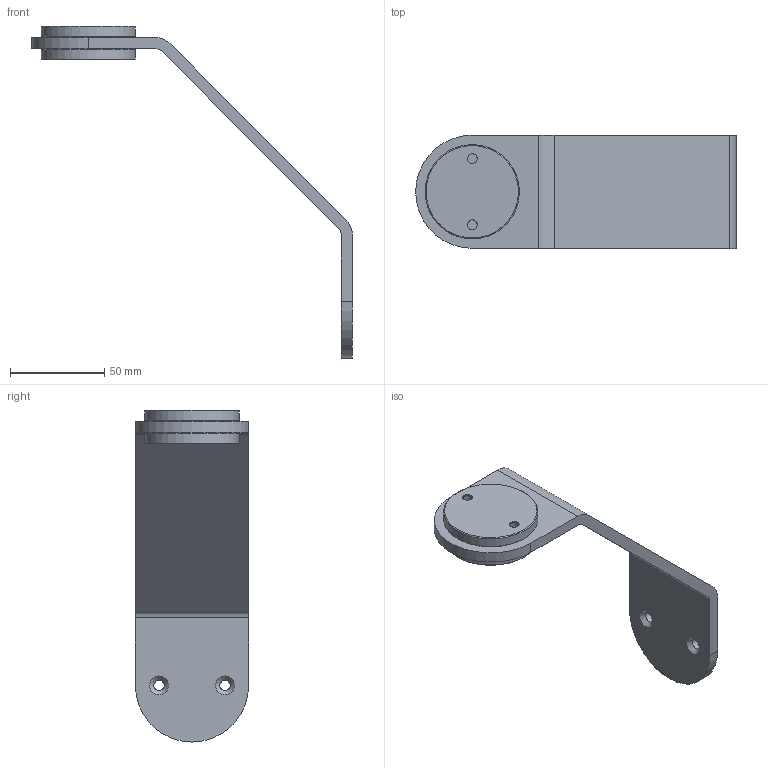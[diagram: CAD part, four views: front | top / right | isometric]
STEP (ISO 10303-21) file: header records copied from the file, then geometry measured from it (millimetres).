
FILE_DESCRIPTION(('STEP AP214'),'1');
FILE_NAME('3033187 Winkelkonsole schwarz.stp','2025-08-04T13:06:20',(' '),(' '),'Spatial InterOp 3D',' ',' ');
FILE_SCHEMA(('AUTOMOTIVE_DESIGN { 1 0 10303 214 1 1 1 1 }'));
Length unit declared in the file: millimetre
Products named in the file (1): Tr__ger Korpus klein t=6
Bounding box: 170 x 60 x 176 mm (x, y, z)
Volume: 110017.2 mm3; surface area: 41953.6 mm2
Topology: 1 solids, 1 shells, 52 faces, 124 edges, 80 vertices
Faces by surface type: cylinder 25, plane 18, cone 9
Full cylindrical faces by diameter (mm): 5.2 x2, 5.5 x6, 8 x1, 50 x2
Entity records: 1408 total; most frequent: DIRECTION 268, CARTESIAN_POINT 223, ORIENTED_EDGE 194, AXIS2_PLACEMENT_3D 118, EDGE_CURVE 97, EDGE_LOOP 86, VERTEX_POINT 73, CIRCLE 65
